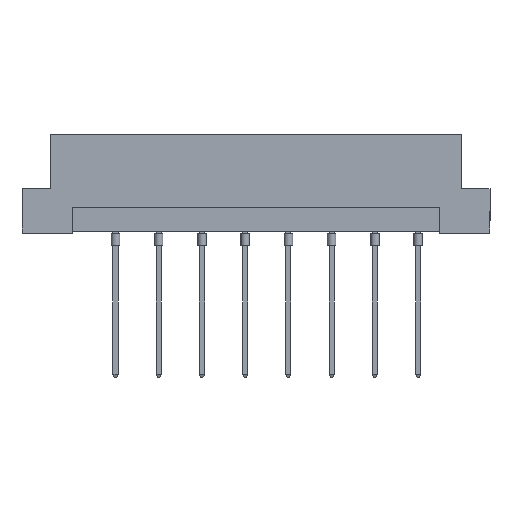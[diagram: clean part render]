
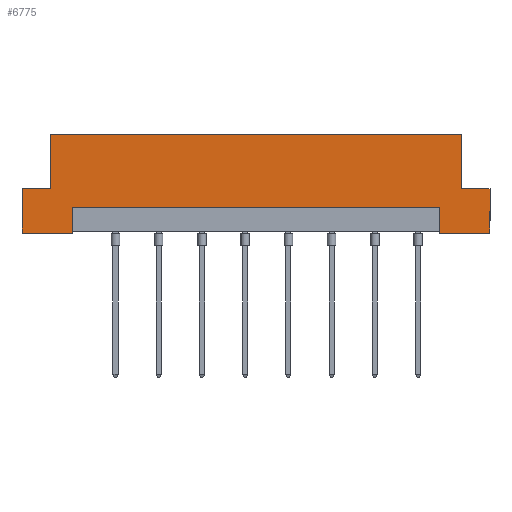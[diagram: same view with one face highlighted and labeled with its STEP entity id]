
A CAD part, front view. The second image highlights one B-rep face of the part: STEP entity #6775.
In plain terms, the highlighted planar face has unit normal (0, -1, 0).
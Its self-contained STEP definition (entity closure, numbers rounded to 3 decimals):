
#79 = VECTOR ( 'NONE', #5110, 1000. ) ;
#170 = EDGE_CURVE ( 'NONE', #2795, #1787, #2239, .T. ) ;
#282 = CARTESIAN_POINT ( 'NONE',  ( -21.6, -4.3, 0. ) ) ;
#290 = ORIENTED_EDGE ( 'NONE', *, *, #3248, .F. ) ;
#342 = CARTESIAN_POINT ( 'NONE',  ( 27.5, -4.3, 11.6 ) ) ;
#425 = ORIENTED_EDGE ( 'NONE', *, *, #170, .T. ) ;
#560 = ORIENTED_EDGE ( 'NONE', *, *, #1125, .F. ) ;
#566 = LINE ( 'NONE', #5462, #6413 ) ;
#705 = ORIENTED_EDGE ( 'NONE', *, *, #2990, .T. ) ;
#736 = CARTESIAN_POINT ( 'NONE',  ( -27.5, -4.3, 5.2 ) ) ;
#824 = DIRECTION ( 'NONE',  ( 0., 0., -1. ) ) ;
#828 = VERTEX_POINT ( 'NONE', #1621 ) ;
#932 = CARTESIAN_POINT ( 'NONE',  ( 24.2, -4.3, 5.2 ) ) ;
#963 = VECTOR ( 'NONE', #1834, 1000. ) ;
#976 = DIRECTION ( 'NONE',  ( 0., 0., 1. ) ) ;
#985 = DIRECTION ( 'NONE',  ( 1., 0., 0. ) ) ;
#1095 = VERTEX_POINT ( 'NONE', #2249 ) ;
#1125 = EDGE_CURVE ( 'NONE', #1095, #6692, #5992, .T. ) ;
#1227 = ORIENTED_EDGE ( 'NONE', *, *, #6273, .F. ) ;
#1240 = CARTESIAN_POINT ( 'NONE',  ( -24.2, -4.3, 5.2 ) ) ;
#1251 = ORIENTED_EDGE ( 'NONE', *, *, #2263, .F. ) ;
#1285 = EDGE_CURVE ( 'NONE', #4375, #828, #6585, .T. ) ;
#1308 = CARTESIAN_POINT ( 'NONE',  ( 27.5, -4.3, 0. ) ) ;
#1368 = LINE ( 'NONE', #1961, #3872 ) ;
#1621 = CARTESIAN_POINT ( 'NONE',  ( 21.6, -4.3, 3. ) ) ;
#1751 = DIRECTION ( 'NONE',  ( 1., 0., 0. ) ) ;
#1765 = LINE ( 'NONE', #6583, #963 ) ;
#1782 = VERTEX_POINT ( 'NONE', #5071 ) ;
#1787 = VERTEX_POINT ( 'NONE', #282 ) ;
#1814 = EDGE_CURVE ( 'NONE', #4375, #1787, #4033, .T. ) ;
#1834 = DIRECTION ( 'NONE',  ( 1., 0., 0. ) ) ;
#1961 = CARTESIAN_POINT ( 'NONE',  ( 21.6, -4.3, 0.2 ) ) ;
#2100 = ORIENTED_EDGE ( 'NONE', *, *, #1285, .T. ) ;
#2210 = LINE ( 'NONE', #6359, #6540 ) ;
#2239 = LINE ( 'NONE', #4379, #2506 ) ;
#2249 = CARTESIAN_POINT ( 'NONE',  ( -24.2, -4.3, 5.2 ) ) ;
#2263 = EDGE_CURVE ( 'NONE', #5403, #4386, #4549, .T. ) ;
#2506 = VECTOR ( 'NONE', #1751, 1000. ) ;
#2795 = VERTEX_POINT ( 'NONE', #5189 ) ;
#2970 = CARTESIAN_POINT ( 'NONE',  ( -21.6, -4.3, 0.2 ) ) ;
#2990 = EDGE_CURVE ( 'NONE', #1782, #2795, #566, .T. ) ;
#3001 = CARTESIAN_POINT ( 'NONE',  ( 27.5, -4.3, 11.6 ) ) ;
#3136 = EDGE_CURVE ( 'NONE', #1782, #1095, #3933, .T. ) ;
#3248 = EDGE_CURVE ( 'NONE', #6693, #5403, #6822, .T. ) ;
#3503 = ORIENTED_EDGE ( 'NONE', *, *, #5690, .F. ) ;
#3570 = CARTESIAN_POINT ( 'NONE',  ( -21.6, -4.3, 3. ) ) ;
#3789 = VECTOR ( 'NONE', #5396, 1000. ) ;
#3872 = VECTOR ( 'NONE', #4722, 1000. ) ;
#3933 = LINE ( 'NONE', #736, #4753 ) ;
#4014 = VECTOR ( 'NONE', #976, 1000. ) ;
#4023 = CARTESIAN_POINT ( 'NONE',  ( 27.5, -4.3, 5.2 ) ) ;
#4033 = LINE ( 'NONE', #2970, #79 ) ;
#4129 = VECTOR ( 'NONE', #6218, 1000. ) ;
#4130 = FACE_OUTER_BOUND ( 'NONE', #5795, .T. ) ;
#4187 = VERTEX_POINT ( 'NONE', #6581 ) ;
#4258 = CARTESIAN_POINT ( 'NONE',  ( 24.2, -4.3, 11.6 ) ) ;
#4375 = VERTEX_POINT ( 'NONE', #6125 ) ;
#4379 = CARTESIAN_POINT ( 'NONE',  ( 27.5, -4.3, 0. ) ) ;
#4385 = DIRECTION ( 'NONE',  ( 1., 0., 0. ) ) ;
#4386 = VERTEX_POINT ( 'NONE', #1308 ) ;
#4415 = ORIENTED_EDGE ( 'NONE', *, *, #6036, .T. ) ;
#4549 = LINE ( 'NONE', #342, #5263 ) ;
#4617 = DIRECTION ( 'NONE',  ( -1., 0., 0. ) ) ;
#4722 = DIRECTION ( 'NONE',  ( 0., 0., 1. ) ) ;
#4753 = VECTOR ( 'NONE', #5015, 1000. ) ;
#4816 = ORIENTED_EDGE ( 'NONE', *, *, #1814, .F. ) ;
#4959 = AXIS2_PLACEMENT_3D ( 'NONE', #3001, #6778, #4617 ) ;
#4975 = EDGE_CURVE ( 'NONE', #6693, #5576, #5761, .T. ) ;
#5015 = DIRECTION ( 'NONE',  ( 1., 0., 0. ) ) ;
#5071 = CARTESIAN_POINT ( 'NONE',  ( -27.5, -4.3, 5.2 ) ) ;
#5110 = DIRECTION ( 'NONE',  ( 0., 0., -1. ) ) ;
#5141 = CARTESIAN_POINT ( 'NONE',  ( 24.2, -4.3, 5.2 ) ) ;
#5189 = CARTESIAN_POINT ( 'NONE',  ( -27.5, -4.3, 0. ) ) ;
#5263 = VECTOR ( 'NONE', #824, 1000. ) ;
#5396 = DIRECTION ( 'NONE',  ( 0., 0., 1. ) ) ;
#5403 = VERTEX_POINT ( 'NONE', #4023 ) ;
#5443 = ORIENTED_EDGE ( 'NONE', *, *, #3136, .F. ) ;
#5462 = CARTESIAN_POINT ( 'NONE',  ( -27.5, -4.3, 11.6 ) ) ;
#5493 = DIRECTION ( 'NONE',  ( 0., 0., -1. ) ) ;
#5576 = VERTEX_POINT ( 'NONE', #4258 ) ;
#5616 = PLANE ( 'NONE',  #4959 ) ;
#5655 = CARTESIAN_POINT ( 'NONE',  ( -24.2, -4.3, 11.6 ) ) ;
#5690 = EDGE_CURVE ( 'NONE', #6692, #5576, #1765, .T. ) ;
#5744 = ORIENTED_EDGE ( 'NONE', *, *, #4975, .T. ) ;
#5761 = LINE ( 'NONE', #5141, #4014 ) ;
#5795 = EDGE_LOOP ( 'NONE', ( #2100, #1227, #4415, #1251, #290, #5744, #3503, #560, #5443, #705, #425, #4816 ) ) ;
#5992 = LINE ( 'NONE', #1240, #3789 ) ;
#6036 = EDGE_CURVE ( 'NONE', #4187, #4386, #2210, .T. ) ;
#6082 = VECTOR ( 'NONE', #985, 1000. ) ;
#6125 = CARTESIAN_POINT ( 'NONE',  ( -21.6, -4.3, 3. ) ) ;
#6218 = DIRECTION ( 'NONE',  ( 1., 0., 0. ) ) ;
#6220 = CARTESIAN_POINT ( 'NONE',  ( 27.5, -4.3, 5.2 ) ) ;
#6273 = EDGE_CURVE ( 'NONE', #4187, #828, #1368, .T. ) ;
#6359 = CARTESIAN_POINT ( 'NONE',  ( 27.5, -4.3, 0. ) ) ;
#6413 = VECTOR ( 'NONE', #5493, 1000. ) ;
#6540 = VECTOR ( 'NONE', #4385, 1000. ) ;
#6581 = CARTESIAN_POINT ( 'NONE',  ( 21.6, -4.3, 0. ) ) ;
#6583 = CARTESIAN_POINT ( 'NONE',  ( 27.5, -4.3, 11.6 ) ) ;
#6585 = LINE ( 'NONE', #3570, #4129 ) ;
#6692 = VERTEX_POINT ( 'NONE', #5655 ) ;
#6693 = VERTEX_POINT ( 'NONE', #932 ) ;
#6775 = ADVANCED_FACE ( 'NONE', ( #4130 ), #5616, .F. ) ;
#6778 = DIRECTION ( 'NONE',  ( 0., 1., 0. ) ) ;
#6822 = LINE ( 'NONE', #6220, #6082 ) ;
